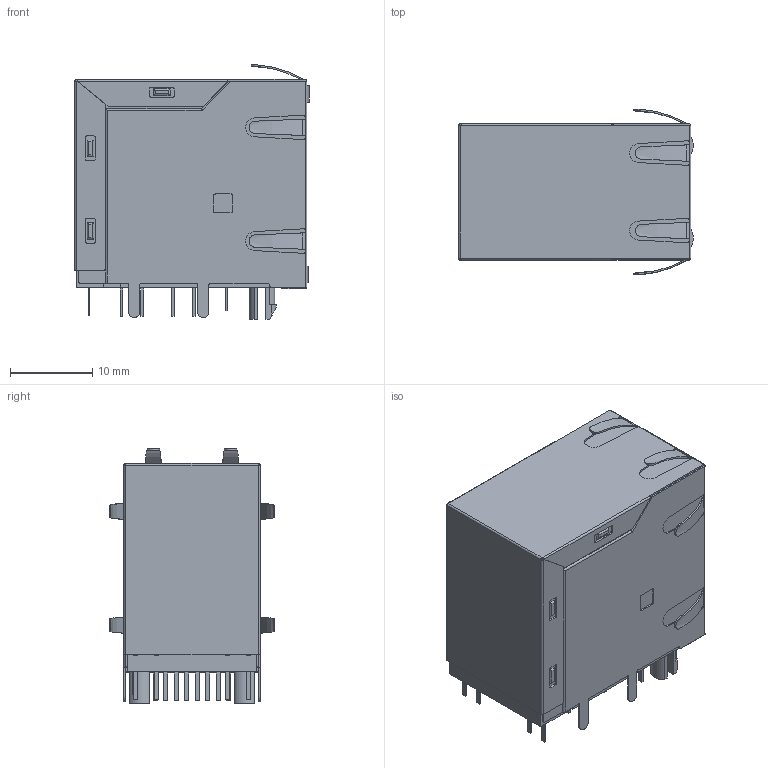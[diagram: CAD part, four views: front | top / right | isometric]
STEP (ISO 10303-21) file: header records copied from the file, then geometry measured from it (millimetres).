
FILE_DESCRIPTION(/* description */ ('Unknown'),/* implementation_level */ '2;1');
FILE_NAME(/* name */ 'J_Wurth_WR-MJ_615016245421',/* time_stamp */ '2025-06-27T10:06:20+08:00',/* author */ ('Unknown'),/* organization */ ('Unknown'),/* preprocessor_version */ 'ST-DEVELOPER v19.4',/* originating_system */ 'Solid Edge',/* authorisation */ 'Unknown');
FILE_SCHEMA (('AUTOMOTIVE_DESIGN {1 0 10303 214 3 1 1}'));
Length unit declared in the file: millimetre
Products named in the file (2): J_Wurth_WR-MJ_615016245421
Assembly tree (1 placements, depth 2):
  J_Wurth_WR-MJ_615016245421
    J_Wurth_WR-MJ_615016245421
Bounding box: 28.44 x 20.1 x 30.9 mm (x, y, z)
Volume: 7034.7 mm3; surface area: 18970.5 mm2
Topology: 35 solids, 35 shells, 1747 faces, 4844 edges, 3133 vertices
Faces by surface type: plane 1342, cylinder 382, bspline 23
Entity records: 57497 total; most frequent: CARTESIAN_POINT 12390, ORIENTED_EDGE 9688, DIRECTION 8717, EDGE_CURVE 4844, LINE 3969, VECTOR 3969, VERTEX_POINT 3133, AXIS2_PLACEMENT_3D 2374
